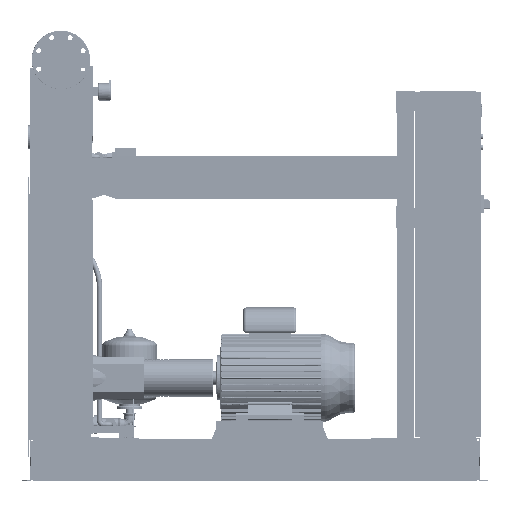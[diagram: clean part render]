
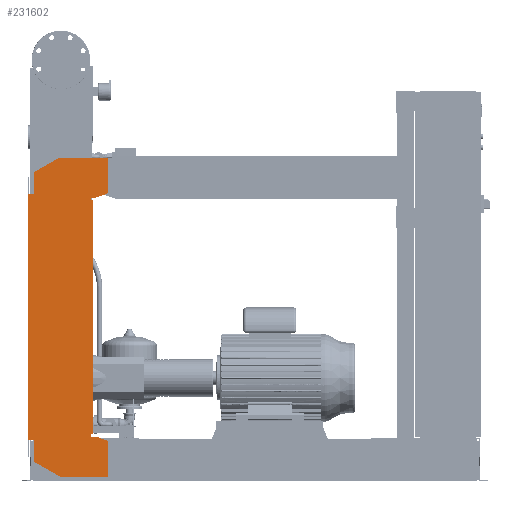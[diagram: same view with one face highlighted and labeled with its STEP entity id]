
A CAD part, front view. The second image highlights one B-rep face of the part: STEP entity #231602.
In plain terms, the highlighted free-form (B-spline) face has degree [1, 1] with [2, 2] control points.
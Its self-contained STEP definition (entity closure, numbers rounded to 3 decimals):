
#231087=CARTESIAN_POINT('',(-102.0,-565.5,1076.0));
#231088=VERTEX_POINT('',#231087);
#231095=CARTESIAN_POINT('',(-102.0,-565.5,1158.574));
#231096=VERTEX_POINT('',#231095);
#231097=CARTESIAN_POINT('',(-102.0,-565.5,1076.0));
#231098=DIRECTION('',(0.0,0.0,1.0));
#231099=VECTOR('',#231098,82.574);
#231100=LINE('',#231097,#231099);
#231101=EDGE_CURVE('',#231088,#231096,#231100,.T.);
#231119=CARTESIAN_POINT('',(-6.,-565.5,1214.0));
#231120=VERTEX_POINT('',#231119);
#231121=CARTESIAN_POINT('',(-102.0,-565.5,1158.574));
#231122=DIRECTION('',(0.866,0.0,0.5));
#231123=VECTOR('',#231122,110.851);
#231124=LINE('',#231121,#231123);
#231125=EDGE_CURVE('',#231096,#231120,#231124,.T.);
#231143=CARTESIAN_POINT('',(177.0,-565.5,1214.0));
#231144=VERTEX_POINT('',#231143);
#231145=CARTESIAN_POINT('',(-6.,-565.5,1214.0));
#231146=DIRECTION('',(1.0,0.0,0.0));
#231147=VECTOR('',#231146,183.0);
#231148=LINE('',#231145,#231147);
#231149=EDGE_CURVE('',#231120,#231144,#231148,.T.);
#231167=CARTESIAN_POINT('',(177.0,-565.5,1080.379));
#231168=VERTEX_POINT('',#231167);
#231169=CARTESIAN_POINT('',(177.0,-565.5,1214.0));
#231170=DIRECTION('',(0.0,0.0,-1.0));
#231171=VECTOR('',#231170,133.621);
#231172=LINE('',#231169,#231171);
#231173=EDGE_CURVE('',#231144,#231168,#231172,.T.);
#231191=CARTESIAN_POINT('',(132.,-565.5,1064.0));
#231192=VERTEX_POINT('',#231191);
#231193=CARTESIAN_POINT('',(177.0,-565.5,1080.379));
#231194=DIRECTION('',(-0.94,0.0,-0.342));
#231195=VECTOR('',#231194,47.888);
#231196=LINE('',#231193,#231195);
#231197=EDGE_CURVE('',#231168,#231192,#231196,.T.);
#231215=CARTESIAN_POINT('',(112.0,-565.5,1064.0));
#231216=VERTEX_POINT('',#231215);
#231217=CARTESIAN_POINT('',(132.,-565.5,1064.0));
#231218=DIRECTION('',(-1.0,0.0,0.0));
#231219=VECTOR('',#231218,20.);
#231220=LINE('',#231217,#231219);
#231221=EDGE_CURVE('',#231192,#231216,#231220,.T.);
#231239=CARTESIAN_POINT('',(112.0,-565.5,1056.0));
#231240=VERTEX_POINT('',#231239);
#231241=CARTESIAN_POINT('',(112.0,-565.5,1064.0));
#231242=DIRECTION('',(0.0,0.0,-1.0));
#231243=VECTOR('',#231242,8.0);
#231244=LINE('',#231241,#231243);
#231245=EDGE_CURVE('',#231216,#231240,#231244,.T.);
#231263=CARTESIAN_POINT('',(120.,-565.5,1056.0));
#231264=VERTEX_POINT('',#231263);
#231265=CARTESIAN_POINT('',(112.0,-565.5,1056.0));
#231266=DIRECTION('',(1.0,0.0,0.0));
#231267=VECTOR('',#231266,8.);
#231268=LINE('',#231265,#231267);
#231269=EDGE_CURVE('',#231240,#231264,#231268,.T.);
#231287=CARTESIAN_POINT('',(120.,-565.5,176.));
#231288=VERTEX_POINT('',#231287);
#231299=CARTESIAN_POINT('',(120.,-565.5,1056.0));
#231300=DIRECTION('',(0.0,0.0,-1.0));
#231301=VECTOR('',#231300,880.);
#231302=LINE('',#231299,#231301);
#231303=EDGE_CURVE('',#231264,#231288,#231302,.T.);
#231317=CARTESIAN_POINT('',(112.,-565.5,176.));
#231318=VERTEX_POINT('',#231317);
#231319=CARTESIAN_POINT('',(120.,-565.5,176.));
#231320=DIRECTION('',(-1.0,0.0,0.0));
#231321=VECTOR('',#231320,8.);
#231322=LINE('',#231319,#231321);
#231323=EDGE_CURVE('',#231288,#231318,#231322,.T.);
#231341=CARTESIAN_POINT('',(112.,-565.5,168.));
#231342=VERTEX_POINT('',#231341);
#231343=CARTESIAN_POINT('',(112.,-565.5,176.));
#231344=DIRECTION('',(0.0,0.0,-1.0));
#231345=VECTOR('',#231344,8.0);
#231346=LINE('',#231343,#231345);
#231347=EDGE_CURVE('',#231318,#231342,#231346,.T.);
#231365=CARTESIAN_POINT('',(132.,-565.5,168.));
#231366=VERTEX_POINT('',#231365);
#231367=CARTESIAN_POINT('',(112.,-565.5,168.));
#231368=DIRECTION('',(1.0,0.0,0.0));
#231369=VECTOR('',#231368,20.0);
#231370=LINE('',#231367,#231369);
#231371=EDGE_CURVE('',#231342,#231366,#231370,.T.);
#231389=CARTESIAN_POINT('',(177.,-565.5,151.621));
#231390=VERTEX_POINT('',#231389);
#231391=CARTESIAN_POINT('',(132.,-565.5,168.));
#231392=DIRECTION('',(0.94,0.0,-0.342));
#231393=VECTOR('',#231392,47.888);
#231394=LINE('',#231391,#231393);
#231395=EDGE_CURVE('',#231366,#231390,#231394,.T.);
#231413=CARTESIAN_POINT('',(177.,-565.5,18.0));
#231414=VERTEX_POINT('',#231413);
#231415=CARTESIAN_POINT('',(177.,-565.5,151.621));
#231416=DIRECTION('',(0.0,0.0,-1.0));
#231417=VECTOR('',#231416,133.621);
#231418=LINE('',#231415,#231417);
#231419=EDGE_CURVE('',#231390,#231414,#231418,.T.);
#231437=CARTESIAN_POINT('',(-4.,-565.5,18.0));
#231438=VERTEX_POINT('',#231437);
#231439=CARTESIAN_POINT('',(177.,-565.5,18.0));
#231440=DIRECTION('',(-1.0,0.0,0.0));
#231441=VECTOR('',#231440,181.);
#231442=LINE('',#231439,#231441);
#231443=EDGE_CURVE('',#231414,#231438,#231442,.T.);
#231461=CARTESIAN_POINT('',(-102.,-565.5,74.58));
#231462=VERTEX_POINT('',#231461);
#231463=CARTESIAN_POINT('',(-4.,-565.5,18.0));
#231464=DIRECTION('',(-0.866,0.0,0.5));
#231465=VECTOR('',#231464,113.161);
#231466=LINE('',#231463,#231465);
#231467=EDGE_CURVE('',#231438,#231462,#231466,.T.);
#231485=CARTESIAN_POINT('',(-102.,-565.5,156.0));
#231486=VERTEX_POINT('',#231485);
#231487=CARTESIAN_POINT('',(-102.,-565.5,74.58));
#231488=DIRECTION('',(0.0,0.0,1.0));
#231489=VECTOR('',#231488,81.42);
#231490=LINE('',#231487,#231489);
#231491=EDGE_CURVE('',#231462,#231486,#231490,.T.);
#231509=CARTESIAN_POINT('',(-122.,-565.5,156.0));
#231510=VERTEX_POINT('',#231509);
#231511=CARTESIAN_POINT('',(-102.,-565.5,156.0));
#231512=DIRECTION('',(-1.0,0.0,0.0));
#231513=VECTOR('',#231512,20.0);
#231514=LINE('',#231511,#231513);
#231515=EDGE_CURVE('',#231486,#231510,#231514,.T.);
#231533=CARTESIAN_POINT('',(-122.0,-565.5,1076.0));
#231534=VERTEX_POINT('',#231533);
#231547=CARTESIAN_POINT('',(-122.,-565.5,156.0));
#231548=DIRECTION('',(0.0,0.0,1.0));
#231549=VECTOR('',#231548,920.0);
#231550=LINE('',#231547,#231549);
#231551=EDGE_CURVE('',#231510,#231534,#231550,.T.);
#231565=CARTESIAN_POINT('',(-122.0,-565.5,1076.0));
#231566=DIRECTION('',(1.0,0.0,0.0));
#231567=VECTOR('',#231566,20.0);
#231568=LINE('',#231565,#231567);
#231569=EDGE_CURVE('',#231534,#231088,#231568,.T.);
#231575=CARTESIAN_POINT('',(-122.,-565.5,18.0));
#231576=CARTESIAN_POINT('',(177.0,-565.5,18.0));
#231577=CARTESIAN_POINT('',(-122.,-565.5,1214.0));
#231578=CARTESIAN_POINT('',(177.0,-565.5,1214.0));
#231579=B_SPLINE_SURFACE_WITH_KNOTS('',1,1,((#231575,#231577),(#231576,#231578)),.UNSPECIFIED.,.F.,.F.,.U.,(2,2),(2,2),(0.0,299.),(0.0,1196.0),.UNSPECIFIED.);
#231580=ORIENTED_EDGE('',*,*,#231569,.F.);
#231581=ORIENTED_EDGE('',*,*,#231551,.F.);
#231582=ORIENTED_EDGE('',*,*,#231515,.F.);
#231583=ORIENTED_EDGE('',*,*,#231491,.F.);
#231584=ORIENTED_EDGE('',*,*,#231467,.F.);
#231585=ORIENTED_EDGE('',*,*,#231443,.F.);
#231586=ORIENTED_EDGE('',*,*,#231419,.F.);
#231587=ORIENTED_EDGE('',*,*,#231395,.F.);
#231588=ORIENTED_EDGE('',*,*,#231371,.F.);
#231589=ORIENTED_EDGE('',*,*,#231347,.F.);
#231590=ORIENTED_EDGE('',*,*,#231323,.F.);
#231591=ORIENTED_EDGE('',*,*,#231303,.F.);
#231592=ORIENTED_EDGE('',*,*,#231269,.F.);
#231593=ORIENTED_EDGE('',*,*,#231245,.F.);
#231594=ORIENTED_EDGE('',*,*,#231221,.F.);
#231595=ORIENTED_EDGE('',*,*,#231197,.F.);
#231596=ORIENTED_EDGE('',*,*,#231173,.F.);
#231597=ORIENTED_EDGE('',*,*,#231149,.F.);
#231598=ORIENTED_EDGE('',*,*,#231125,.F.);
#231599=ORIENTED_EDGE('',*,*,#231101,.F.);
#231600=EDGE_LOOP('',(#231580,#231581,#231582,#231583,#231584,#231585,#231586,#231587,#231588,#231589,#231590,#231591,#231592,#231593,#231594,#231595,#231596,#231597,#231598,#231599));
#231601=FACE_OUTER_BOUND('',#231600,.T.);
#231602=ADVANCED_FACE('',(#231601),#231579,.T.);
